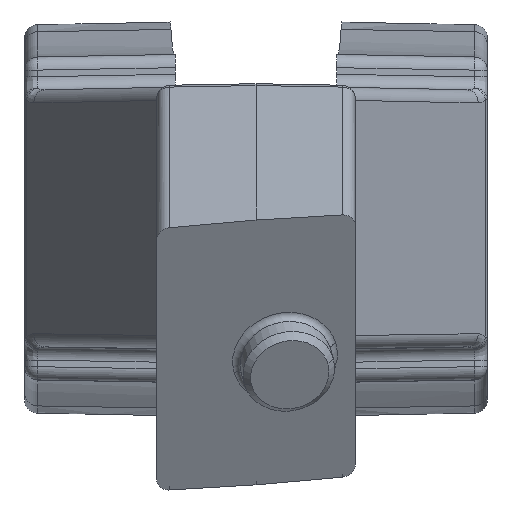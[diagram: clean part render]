
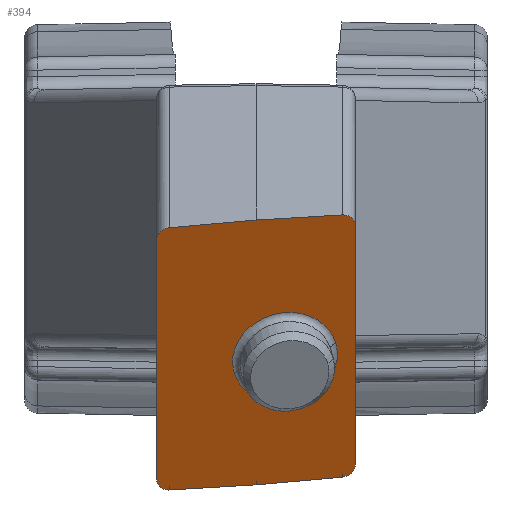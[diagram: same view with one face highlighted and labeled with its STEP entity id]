
A CAD part, top view. The second image highlights one B-rep face of the part: STEP entity #394.
In plain terms, the highlighted planar face has unit normal (0.144, -0.508, 0.849).
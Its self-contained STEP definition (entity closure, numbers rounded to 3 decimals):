
#167=CARTESIAN_POINT('Axis2P3D Location',(-8.613,-21.513,275.273)) ;
#171=CARTESIAN_POINT('Vertex',(-0.915,-19.335,275.273)) ;
#173=CARTESIAN_POINT('Vertex',(-16.311,-23.69,275.273)) ;
#207=CARTESIAN_POINT('Axis2P3D Location',(-8.613,-21.513,275.273)) ;
#255=CARTESIAN_POINT('Axis2P3D Location',(34.995,-123.72,206.721)) ;
#261=CARTESIAN_POINT('Control Point',(-28.,-3.706,289.212)) ;
#262=CARTESIAN_POINT('Control Point',(-28.,-3.545,289.308)) ;
#263=CARTESIAN_POINT('Control Point',(-27.978,-3.383,289.402)) ;
#264=CARTESIAN_POINT('Control Point',(-27.934,-3.222,289.491)) ;
#265=CARTESIAN_POINT('Control Point',(-27.804,-2.908,289.657)) ;
#266=CARTESIAN_POINT('Control Point',(-27.596,-2.623,289.792)) ;
#267=CARTESIAN_POINT('Control Point',(-27.474,-2.49,289.851)) ;
#268=CARTESIAN_POINT('Control Point',(-27.198,-2.249,289.949)) ;
#269=CARTESIAN_POINT('Control Point',(-26.871,-2.064,290.004)) ;
#270=CARTESIAN_POINT('Control Point',(-26.697,-1.988,290.02)) ;
#271=CARTESIAN_POINT('Control Point',(-26.459,-1.911,290.026)) ;
#272=CARTESIAN_POINT('Control Point',(-26.214,-1.865,290.012)) ;
#273=CARTESIAN_POINT('Control Point',(-26.154,-1.856,290.007)) ;
#274=CARTESIAN_POINT('Control Point',(-26.095,-1.849,290.001)) ;
#275=CARTESIAN_POINT('Control Point',(-26.035,-1.844,289.994)) ;
#276=CARTESIAN_POINT('Vertex',(-28.,-3.706,289.212)) ;
#278=CARTESIAN_POINT('Vertex',(-26.035,-1.844,289.994)) ;
#281=CARTESIAN_POINT('Line Origine',(-28.,-21.795,278.386)) ;
#285=CARTESIAN_POINT('Vertex',(-28.,-39.884,267.56)) ;
#289=CARTESIAN_POINT('Control Point',(-28.,-39.884,267.56)) ;
#290=CARTESIAN_POINT('Control Point',(-28.,-40.044,267.464)) ;
#291=CARTESIAN_POINT('Control Point',(-27.978,-40.204,267.365)) ;
#292=CARTESIAN_POINT('Control Point',(-27.934,-40.358,267.265)) ;
#293=CARTESIAN_POINT('Control Point',(-27.804,-40.652,267.067)) ;
#294=CARTESIAN_POINT('Control Point',(-27.596,-40.906,266.88)) ;
#295=CARTESIAN_POINT('Control Point',(-27.474,-41.021,266.791)) ;
#296=CARTESIAN_POINT('Control Point',(-27.198,-41.221,266.624)) ;
#297=CARTESIAN_POINT('Control Point',(-26.871,-41.357,266.488)) ;
#298=CARTESIAN_POINT('Control Point',(-26.697,-41.407,266.428)) ;
#299=CARTESIAN_POINT('Control Point',(-26.459,-41.449,266.363)) ;
#300=CARTESIAN_POINT('Control Point',(-26.214,-41.458,266.316)) ;
#301=CARTESIAN_POINT('Control Point',(-26.154,-41.458,266.306)) ;
#302=CARTESIAN_POINT('Control Point',(-26.095,-41.457,266.296)) ;
#303=CARTESIAN_POINT('Control Point',(-26.035,-41.453,266.288)) ;
#304=CARTESIAN_POINT('Vertex',(-26.035,-41.453,266.288)) ;
#307=CARTESIAN_POINT('Line Origine',(-19.517,-41.064,265.418)) ;
#311=CARTESIAN_POINT('Vertex',(-13.,-40.676,264.547)) ;
#314=CARTESIAN_POINT('Line Origine',(-6.483,-40.092,263.793)) ;
#318=CARTESIAN_POINT('Vertex',(0.035,-39.508,263.039)) ;
#322=CARTESIAN_POINT('Control Point',(2.,-37.646,263.821)) ;
#323=CARTESIAN_POINT('Control Point',(2.,-37.807,263.725)) ;
#324=CARTESIAN_POINT('Control Point',(1.978,-37.969,263.631)) ;
#325=CARTESIAN_POINT('Control Point',(1.934,-38.13,263.543)) ;
#326=CARTESIAN_POINT('Control Point',(1.804,-38.444,263.377)) ;
#327=CARTESIAN_POINT('Control Point',(1.596,-38.729,263.241)) ;
#328=CARTESIAN_POINT('Control Point',(1.474,-38.861,263.183)) ;
#329=CARTESIAN_POINT('Control Point',(1.198,-39.103,263.085)) ;
#330=CARTESIAN_POINT('Control Point',(0.871,-39.287,263.03)) ;
#331=CARTESIAN_POINT('Control Point',(0.697,-39.364,263.014)) ;
#332=CARTESIAN_POINT('Control Point',(0.459,-39.441,263.008)) ;
#333=CARTESIAN_POINT('Control Point',(0.214,-39.487,263.022)) ;
#334=CARTESIAN_POINT('Control Point',(0.154,-39.496,263.026)) ;
#335=CARTESIAN_POINT('Control Point',(0.095,-39.503,263.032)) ;
#336=CARTESIAN_POINT('Control Point',(0.035,-39.508,263.039)) ;
#337=CARTESIAN_POINT('Vertex',(2.,-37.646,263.821)) ;
#340=CARTESIAN_POINT('Line Origine',(2.,-19.557,274.647)) ;
#344=CARTESIAN_POINT('Vertex',(2.,-1.468,285.473)) ;
#348=CARTESIAN_POINT('Control Point',(2.,-1.468,285.473)) ;
#349=CARTESIAN_POINT('Control Point',(2.,-1.307,285.569)) ;
#350=CARTESIAN_POINT('Control Point',(1.978,-1.148,285.668)) ;
#351=CARTESIAN_POINT('Control Point',(1.934,-0.994,285.768)) ;
#352=CARTESIAN_POINT('Control Point',(1.804,-0.7,285.966)) ;
#353=CARTESIAN_POINT('Control Point',(1.596,-0.446,286.153)) ;
#354=CARTESIAN_POINT('Control Point',(1.474,-0.331,286.243)) ;
#355=CARTESIAN_POINT('Control Point',(1.198,-0.13,286.409)) ;
#356=CARTESIAN_POINT('Control Point',(0.871,0.005,286.546)) ;
#357=CARTESIAN_POINT('Control Point',(0.697,0.055,286.605)) ;
#358=CARTESIAN_POINT('Control Point',(0.459,0.097,286.671)) ;
#359=CARTESIAN_POINT('Control Point',(0.214,0.106,286.718)) ;
#360=CARTESIAN_POINT('Control Point',(0.154,0.106,286.728)) ;
#361=CARTESIAN_POINT('Control Point',(0.095,0.105,286.737)) ;
#362=CARTESIAN_POINT('Control Point',(0.035,0.101,286.745)) ;
#363=CARTESIAN_POINT('Vertex',(0.035,0.101,286.745)) ;
#366=CARTESIAN_POINT('Line Origine',(-6.483,-0.287,287.616)) ;
#370=CARTESIAN_POINT('Vertex',(-13.,-0.676,288.486)) ;
#373=CARTESIAN_POINT('Line Origine',(-19.517,-1.26,289.24)) ;
#283=VECTOR('Line Direction',#282,1.) ;
#309=VECTOR('Line Direction',#308,1.) ;
#316=VECTOR('Line Direction',#315,1.) ;
#342=VECTOR('Line Direction',#341,1.) ;
#368=VECTOR('Line Direction',#367,1.) ;
#375=VECTOR('Line Direction',#374,1.) ;
#168=DIRECTION('Axis2P3D Direction',(-0.144,0.508,-0.849)) ;
#208=DIRECTION('Axis2P3D Direction',(-0.144,0.508,-0.849)) ;
#256=DIRECTION('Axis2P3D Direction',(-0.144,0.508,-0.849)) ;
#257=DIRECTION('Axis2P3D XDirection',(-0.962,-0.272,0.)) ;
#282=DIRECTION('Vector Direction',(0.,-0.858,-0.514)) ;
#308=DIRECTION('Vector Direction',(-0.989,-0.059,0.132)) ;
#315=DIRECTION('Vector Direction',(0.989,0.089,-0.114)) ;
#341=DIRECTION('Vector Direction',(0.,-0.858,-0.514)) ;
#367=DIRECTION('Vector Direction',(0.989,0.059,-0.132)) ;
#374=DIRECTION('Vector Direction',(-0.989,-0.089,0.114)) ;
#169=AXIS2_PLACEMENT_3D('Circle Axis2P3D',#167,#168,$) ;
#209=AXIS2_PLACEMENT_3D('Circle Axis2P3D',#207,#208,$) ;
#258=AXIS2_PLACEMENT_3D('Plane Axis2P3D',#255,#256,#257) ;
#284=LINE('Line',#281,#283) ;
#310=LINE('Line',#307,#309) ;
#317=LINE('Line',#314,#316) ;
#343=LINE('Line',#340,#342) ;
#369=LINE('Line',#366,#368) ;
#376=LINE('Line',#373,#375) ;
#170=CIRCLE('generated circle',#169,8.) ;
#210=CIRCLE('generated circle',#209,8.) ;
#259=PLANE('',#258) ;
#393=FACE_BOUND('',#390,.T.) ;
#175=EDGE_CURVE('',#172,#174,#170,.F.) ;
#211=EDGE_CURVE('',#174,#172,#210,.F.) ;
#280=EDGE_CURVE('',#277,#279,#260,.T.) ;
#287=EDGE_CURVE('',#277,#286,#284,.T.) ;
#306=EDGE_CURVE('',#286,#305,#288,.T.) ;
#313=EDGE_CURVE('',#312,#305,#310,.T.) ;
#320=EDGE_CURVE('',#312,#319,#317,.T.) ;
#339=EDGE_CURVE('',#338,#319,#321,.T.) ;
#346=EDGE_CURVE('',#345,#338,#343,.T.) ;
#365=EDGE_CURVE('',#345,#364,#347,.T.) ;
#372=EDGE_CURVE('',#371,#364,#369,.T.) ;
#377=EDGE_CURVE('',#371,#279,#376,.T.) ;
#379=ORIENTED_EDGE('',*,*,#280,.F.) ;
#380=ORIENTED_EDGE('',*,*,#287,.T.) ;
#381=ORIENTED_EDGE('',*,*,#306,.T.) ;
#382=ORIENTED_EDGE('',*,*,#313,.F.) ;
#383=ORIENTED_EDGE('',*,*,#320,.T.) ;
#384=ORIENTED_EDGE('',*,*,#339,.F.) ;
#385=ORIENTED_EDGE('',*,*,#346,.F.) ;
#386=ORIENTED_EDGE('',*,*,#365,.T.) ;
#387=ORIENTED_EDGE('',*,*,#372,.F.) ;
#388=ORIENTED_EDGE('',*,*,#377,.T.) ;
#391=ORIENTED_EDGE('',*,*,#211,.F.) ;
#392=ORIENTED_EDGE('',*,*,#175,.F.) ;
#378=EDGE_LOOP('',(#379,#380,#381,#382,#383,#384,#385,#386,#387,#388)) ;
#390=EDGE_LOOP('',(#391,#392)) ;
#172=VERTEX_POINT('',#171) ;
#174=VERTEX_POINT('',#173) ;
#277=VERTEX_POINT('',#276) ;
#279=VERTEX_POINT('',#278) ;
#286=VERTEX_POINT('',#285) ;
#305=VERTEX_POINT('',#304) ;
#312=VERTEX_POINT('',#311) ;
#319=VERTEX_POINT('',#318) ;
#338=VERTEX_POINT('',#337) ;
#345=VERTEX_POINT('',#344) ;
#364=VERTEX_POINT('',#363) ;
#371=VERTEX_POINT('',#370) ;
#394=ADVANCED_FACE('Corps principal',(#389,#393),#259,.F.) ;
#260=B_SPLINE_CURVE_WITH_KNOTS('',5,(#261,#262,#263,#264,#265,#266,#267,#268,#269,#270,#271,#272,#273,#274,#275),.UNSPECIFIED.,.F.,.U.,(6,3,3,3,6),(0.,1.324,2.654,3.989,4.416),.UNSPECIFIED.) ;
#288=B_SPLINE_CURVE_WITH_KNOTS('',5,(#289,#290,#291,#292,#293,#294,#295,#296,#297,#298,#299,#300,#301,#302,#303),.UNSPECIFIED.,.F.,.U.,(6,3,3,3,6),(0.,1.324,2.654,3.989,4.416),.UNSPECIFIED.) ;
#321=B_SPLINE_CURVE_WITH_KNOTS('',5,(#322,#323,#324,#325,#326,#327,#328,#329,#330,#331,#332,#333,#334,#335,#336),.UNSPECIFIED.,.F.,.U.,(6,3,3,3,6),(0.,1.324,2.654,3.989,4.416),.UNSPECIFIED.) ;
#347=B_SPLINE_CURVE_WITH_KNOTS('',5,(#348,#349,#350,#351,#352,#353,#354,#355,#356,#357,#358,#359,#360,#361,#362),.UNSPECIFIED.,.F.,.U.,(6,3,3,3,6),(0.,1.324,2.654,3.989,4.416),.UNSPECIFIED.) ;
#389=FACE_OUTER_BOUND('',#378,.T.) ;
